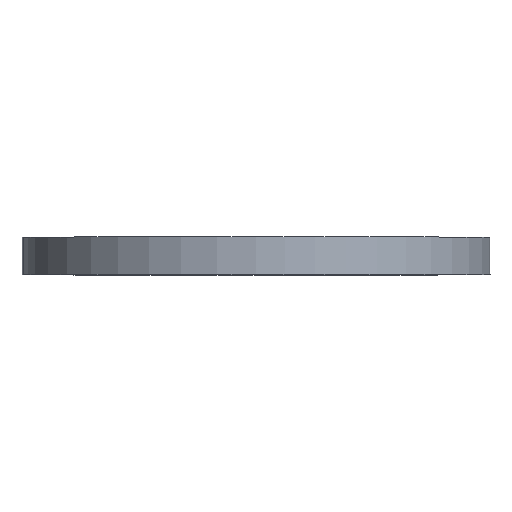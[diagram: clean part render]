
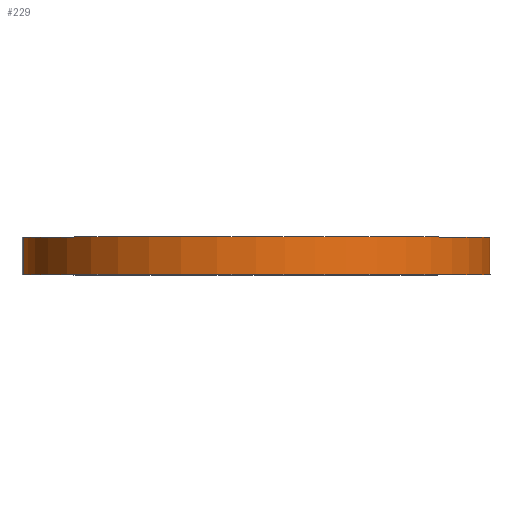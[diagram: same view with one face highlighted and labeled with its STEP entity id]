
A CAD part, top view. The second image highlights one B-rep face of the part: STEP entity #229.
In plain terms, the highlighted free-form (B-spline) face has degree [2, 1] with [5, 2] control points.
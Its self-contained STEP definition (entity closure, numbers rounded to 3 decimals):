
#66=CARTESIAN_POINT('',(-4.965,0.,0.59));
#67=VERTEX_POINT('',#66);
#85=CARTESIAN_POINT('',(-4.965,0.8,0.59));
#86=VERTEX_POINT('',#85);
#87=CARTESIAN_POINT('',(-4.965,0.8,0.59));
#88=CARTESIAN_POINT('',(-4.965,0.,0.59));
#89=QUASI_UNIFORM_CURVE('',1,(#87,#88),.UNSPECIFIED.,.F.,.U.);
#90=EDGE_CURVE('',#86,#67,#89,.T.);
#109=CARTESIAN_POINT('',(4.991,0.8,-0.305));
#110=VERTEX_POINT('',#109);
#124=CARTESIAN_POINT('',(4.991,0.,-0.305));
#125=VERTEX_POINT('',#124);
#126=CARTESIAN_POINT('',(4.991,0.8,-0.305));
#127=CARTESIAN_POINT('',(4.991,0.,-0.305));
#128=QUASI_UNIFORM_CURVE('',1,(#126,#127),.UNSPECIFIED.,.F.,.U.);
#129=EDGE_CURVE('',#110,#125,#128,.T.);
#147=CARTESIAN_POINT('',(4.991,0.82,-0.305));
#148=CARTESIAN_POINT('',(5.296,0.82,4.685));
#149=CARTESIAN_POINT('',(0.305,0.82,4.991));
#150=CARTESIAN_POINT('',(-4.408,0.82,5.279));
#151=CARTESIAN_POINT('',(-4.965,0.82,0.59));
#152=CARTESIAN_POINT('',(4.991,-0.021,-0.305));
#153=CARTESIAN_POINT('',(5.296,-0.021,4.685));
#154=CARTESIAN_POINT('',(0.305,-0.021,4.991));
#155=CARTESIAN_POINT('',(-4.408,-0.021,5.279));
#156=CARTESIAN_POINT('',(-4.965,-0.021,0.59));
#164=(BOUNDED_SURFACE()B_SPLINE_SURFACE(2,1,((#147,#152),(#148,#153),(#149,#154),(#150,#155),(#151,#156)),.UNSPECIFIED.,.F.,.F.,.U.)B_SPLINE_SURFACE_WITH_KNOTS((3,2,3),(2,2),(0.0,8.284,16.237),(0.0,1.0),.UNSPECIFIED.)GEOMETRIC_REPRESENTATION_ITEM()RATIONAL_B_SPLINE_SURFACE(((1.0,1.0),(0.707,0.707),(1.0,1.0),(0.719,0.719),(0.978,0.978)))REPRESENTATION_ITEM('')SURFACE());
#165=CARTESIAN_POINT('',(0.0,0.0,5.0));
#166=VERTEX_POINT('',#165);
#167=CARTESIAN_POINT('',(0.0,0.0,5.0));
#168=CARTESIAN_POINT('',(-4.441,0.0,5.));
#169=CARTESIAN_POINT('',(-4.965,0.,0.59));
#177=(BOUNDED_CURVE()B_SPLINE_CURVE(2,(#167,#168,#169),.UNSPECIFIED.,.F.,.U.)B_SPLINE_CURVE_WITH_KNOTS((3,3),(0.0,0.23),.UNSPECIFIED.)CURVE()GEOMETRIC_REPRESENTATION_ITEM()RATIONAL_B_SPLINE_CURVE((1.0,0.731,0.956))REPRESENTATION_ITEM(''));
#178=EDGE_CURVE('',#166,#67,#177,.T.);
#179=ORIENTED_EDGE('',*,*,#178,.F.);
#180=CARTESIAN_POINT('',(4.991,0.,-0.305));
#181=CARTESIAN_POINT('',(5.,0.0,-0.153));
#182=CARTESIAN_POINT('',(5.0,0.0,0.0));
#183=CARTESIAN_POINT('',(5.,0.0,5.));
#184=CARTESIAN_POINT('',(0.0,0.0,5.0));
#192=(BOUNDED_CURVE()B_SPLINE_CURVE(2,(#180,#181,#182,#183,#184),.UNSPECIFIED.,.F.,.U.)B_SPLINE_CURVE_WITH_KNOTS((3,2,3),(0.739,0.75,1.0),.UNSPECIFIED.)CURVE()GEOMETRIC_REPRESENTATION_ITEM()RATIONAL_B_SPLINE_CURVE((0.976,0.988,1.0,0.707,1.0))REPRESENTATION_ITEM(''));
#193=EDGE_CURVE('',#125,#166,#192,.T.);
#194=ORIENTED_EDGE('',*,*,#193,.F.);
#195=ORIENTED_EDGE('',*,*,#129,.F.);
#196=CARTESIAN_POINT('',(0.0,0.8,5.0));
#197=VERTEX_POINT('',#196);
#198=CARTESIAN_POINT('',(4.991,0.8,-0.305));
#199=CARTESIAN_POINT('',(5.,0.8,-0.153));
#200=CARTESIAN_POINT('',(5.0,0.8,0.0));
#201=CARTESIAN_POINT('',(5.,0.8,5.));
#202=CARTESIAN_POINT('',(0.0,0.8,5.0));
#210=(BOUNDED_CURVE()B_SPLINE_CURVE(2,(#198,#199,#200,#201,#202),.UNSPECIFIED.,.F.,.U.)B_SPLINE_CURVE_WITH_KNOTS((3,2,3),(0.739,0.75,1.0),.UNSPECIFIED.)CURVE()GEOMETRIC_REPRESENTATION_ITEM()RATIONAL_B_SPLINE_CURVE((0.976,0.988,1.0,0.707,1.0))REPRESENTATION_ITEM(''));
#211=EDGE_CURVE('',#110,#197,#210,.T.);
#212=ORIENTED_EDGE('',*,*,#211,.T.);
#213=CARTESIAN_POINT('',(0.0,0.8,5.0));
#214=CARTESIAN_POINT('',(-4.441,0.8,5.0));
#215=CARTESIAN_POINT('',(-4.965,0.8,0.59));
#223=(BOUNDED_CURVE()B_SPLINE_CURVE(2,(#213,#214,#215),.UNSPECIFIED.,.F.,.U.)B_SPLINE_CURVE_WITH_KNOTS((3,3),(0.0,0.23),.UNSPECIFIED.)CURVE()GEOMETRIC_REPRESENTATION_ITEM()RATIONAL_B_SPLINE_CURVE((1.0,0.731,0.956))REPRESENTATION_ITEM(''));
#224=EDGE_CURVE('',#197,#86,#223,.T.);
#225=ORIENTED_EDGE('',*,*,#224,.T.);
#226=ORIENTED_EDGE('',*,*,#90,.T.);
#227=EDGE_LOOP('',(#179,#194,#195,#212,#225,#226));
#228=FACE_OUTER_BOUND('',#227,.T.);
#229=ADVANCED_FACE('',(#228),#164,.T.);
